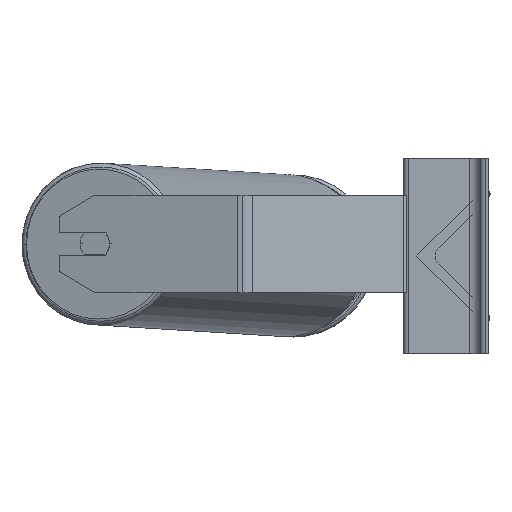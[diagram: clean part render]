
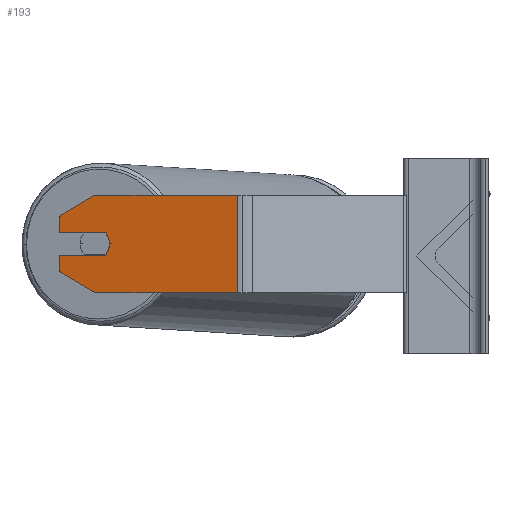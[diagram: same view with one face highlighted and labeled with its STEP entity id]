
A CAD part, left-side view. The second image highlights one B-rep face of the part: STEP entity #193.
In plain terms, the highlighted planar face has unit normal (-0.966, 0.259, 0).
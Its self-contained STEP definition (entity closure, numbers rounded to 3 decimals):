
#58 = CARTESIAN_POINT ( 'NONE',  ( -930.358, 264.049, 50. ) ) ;
#83 = LINE ( 'NONE', #3369, #679 ) ;
#188 = LINE ( 'NONE', #7205, #8017 ) ;
#193 = ADVANCED_FACE ( 'NONE', ( #6127 ), #2996, .F. ) ;
#391 = CARTESIAN_POINT ( 'NONE',  ( -930.358, 264.049, 10. ) ) ;
#547 = CARTESIAN_POINT ( 'NONE',  ( -922.594, 293.027, 32.679 ) ) ;
#572 = CARTESIAN_POINT ( 'NONE',  ( -961.736, 146.944, 50. ) ) ;
#679 = VECTOR ( 'NONE', #4225, 1000. ) ;
#812 = ORIENTED_EDGE ( 'NONE', *, *, #4919, .F. ) ;
#908 = DIRECTION ( 'NONE',  ( -0.259, -0.966, 0. ) ) ;
#960 = CARTESIAN_POINT ( 'NONE',  ( -922.594, 293.027, 19.5 ) ) ;
#961 = CARTESIAN_POINT ( 'NONE',  ( -922.594, 293.027, 19.5 ) ) ;
#1329 = EDGE_CURVE ( 'NONE', #9835, #9556, #2511, .T. ) ;
#1485 = ORIENTED_EDGE ( 'NONE', *, *, #1781, .T. ) ;
#1774 = LINE ( 'NONE', #961, #6498 ) ;
#1781 = EDGE_CURVE ( 'NONE', #7566, #8673, #1882, .T. ) ;
#1806 = EDGE_CURVE ( 'NONE', #3413, #6751, #5680, .T. ) ;
#1882 = LINE ( 'NONE', #5183, #3614 ) ;
#2017 = CARTESIAN_POINT ( 'NONE',  ( -922.594, 293.027, 50. ) ) ;
#2100 = LINE ( 'NONE', #5457, #5228 ) ;
#2122 = DIRECTION ( 'NONE',  ( 0.259, 0.966, 0. ) ) ;
#2400 = DIRECTION ( 'NONE',  ( -0.259, -0.966, 0. ) ) ;
#2511 = LINE ( 'NONE', #5694, #7049 ) ;
#2534 = CARTESIAN_POINT ( 'NONE',  ( -930.358, 264.049, 10. ) ) ;
#2631 = VERTEX_POINT ( 'NONE', #58 ) ;
#2978 = CARTESIAN_POINT ( 'NONE',  ( -932.461, 256.202, 19.5 ) ) ;
#2996 = PLANE ( 'NONE',  #9903 ) ;
#3174 = VERTEX_POINT ( 'NONE', #7718 ) ;
#3299 = VERTEX_POINT ( 'NONE', #8907 ) ;
#3369 = CARTESIAN_POINT ( 'NONE',  ( -922.594, 293.027, 0.5 ) ) ;
#3389 = EDGE_CURVE ( 'NONE', #3174, #3299, #83, .T. ) ;
#3413 = VERTEX_POINT ( 'NONE', #9988 ) ;
#3614 = VECTOR ( 'NONE', #5882, 1000. ) ;
#4004 = LINE ( 'NONE', #10521, #4944 ) ;
#4162 = DIRECTION ( 'NONE',  ( 0.259, 0.966, 0. ) ) ;
#4225 = DIRECTION ( 'NONE',  ( -0.259, -0.966, 0. ) ) ;
#4369 = ORIENTED_EDGE ( 'NONE', *, *, #1329, .T. ) ;
#4454 = CARTESIAN_POINT ( 'NONE',  ( -922.594, 293.027, -12.679 ) ) ;
#4587 = DIRECTION ( 'NONE',  ( -0.259, -0.966, 0. ) ) ;
#4686 = DIRECTION ( 'NONE',  ( 0., 0., -1. ) ) ;
#4919 = EDGE_CURVE ( 'NONE', #8252, #9556, #6460, .T. ) ;
#4944 = VECTOR ( 'NONE', #7238, 1000. ) ;
#5072 = DIRECTION ( 'NONE',  ( -0.966, 0.259, 0. ) ) ;
#5171 = CARTESIAN_POINT ( 'NONE',  ( -930.358, 264.049, -30. ) ) ;
#5183 = CARTESIAN_POINT ( 'NONE',  ( -922.594, 293.027, 50. ) ) ;
#5228 = VECTOR ( 'NONE', #4686, 1000. ) ;
#5457 = CARTESIAN_POINT ( 'NONE',  ( -922.594, 293.027, 50. ) ) ;
#5459 = DIRECTION ( 'NONE',  ( -0.966, 0.259, 0. ) ) ;
#5480 = EDGE_CURVE ( 'NONE', #2631, #7566, #10526, .T. ) ;
#5529 = DIRECTION ( 'NONE',  ( 0.966, -0.259, 0. ) ) ;
#5653 = ORIENTED_EDGE ( 'NONE', *, *, #9794, .F. ) ;
#5680 = CIRCLE ( 'NONE', #9637, 12.5 ) ;
#5694 = CARTESIAN_POINT ( 'NONE',  ( -922.594, 293.027, -30. ) ) ;
#5739 = ORIENTED_EDGE ( 'NONE', *, *, #8465, .F. ) ;
#5882 = DIRECTION ( 'NONE',  ( 0., 0., -1. ) ) ;
#5969 = AXIS2_PLACEMENT_3D ( 'NONE', #2534, #5072, #908 ) ;
#6127 = FACE_OUTER_BOUND ( 'NONE', #10236, .T. ) ;
#6233 = VECTOR ( 'NONE', #9591, 1000. ) ;
#6432 = DIRECTION ( 'NONE',  ( 0.224, 0.837, -0.5 ) ) ;
#6460 = LINE ( 'NONE', #572, #6233 ) ;
#6498 = VECTOR ( 'NONE', #4162, 1000. ) ;
#6712 = ORIENTED_EDGE ( 'NONE', *, *, #9625, .T. ) ;
#6751 = VERTEX_POINT ( 'NONE', #2978 ) ;
#7049 = VECTOR ( 'NONE', #2400, 1000. ) ;
#7205 = CARTESIAN_POINT ( 'NONE',  ( -922.594, 293.027, 50. ) ) ;
#7238 = DIRECTION ( 'NONE',  ( -0.224, -0.837, -0.5 ) ) ;
#7507 = CARTESIAN_POINT ( 'NONE',  ( -961.736, 146.944, 50. ) ) ;
#7566 = VERTEX_POINT ( 'NONE', #9087 ) ;
#7718 = CARTESIAN_POINT ( 'NONE',  ( -922.594, 293.027, 0.5 ) ) ;
#7923 = VERTEX_POINT ( 'NONE', #4454 ) ;
#8017 = VECTOR ( 'NONE', #9687, 1000. ) ;
#8034 = ORIENTED_EDGE ( 'NONE', *, *, #9750, .F. ) ;
#8133 = EDGE_CURVE ( 'NONE', #3174, #7923, #2100, .T. ) ;
#8252 = VERTEX_POINT ( 'NONE', #7507 ) ;
#8430 = CARTESIAN_POINT ( 'NONE',  ( -961.736, 146.944, -30. ) ) ;
#8465 = EDGE_CURVE ( 'NONE', #2631, #8252, #188, .T. ) ;
#8673 = VERTEX_POINT ( 'NONE', #960 ) ;
#8676 = ORIENTED_EDGE ( 'NONE', *, *, #3389, .F. ) ;
#8907 = CARTESIAN_POINT ( 'NONE',  ( -932.461, 256.202, 0.5 ) ) ;
#9071 = ORIENTED_EDGE ( 'NONE', *, *, #1806, .F. ) ;
#9087 = CARTESIAN_POINT ( 'NONE',  ( -922.594, 293.027, 32.679 ) ) ;
#9391 = ORIENTED_EDGE ( 'NONE', *, *, #8133, .T. ) ;
#9488 = ORIENTED_EDGE ( 'NONE', *, *, #5480, .T. ) ;
#9556 = VERTEX_POINT ( 'NONE', #8430 ) ;
#9591 = DIRECTION ( 'NONE',  ( 0., 0., -1. ) ) ;
#9625 = EDGE_CURVE ( 'NONE', #7923, #9835, #4004, .T. ) ;
#9637 = AXIS2_PLACEMENT_3D ( 'NONE', #391, #5459, #4587 ) ;
#9687 = DIRECTION ( 'NONE',  ( -0.259, -0.966, 0. ) ) ;
#9750 = EDGE_CURVE ( 'NONE', #6751, #8673, #1774, .T. ) ;
#9794 = EDGE_CURVE ( 'NONE', #3299, #3413, #10630, .T. ) ;
#9835 = VERTEX_POINT ( 'NONE', #5171 ) ;
#9903 = AXIS2_PLACEMENT_3D ( 'NONE', #2017, #5529, #2122 ) ;
#9988 = CARTESIAN_POINT ( 'NONE',  ( -933.593, 251.975, 10. ) ) ;
#10042 = VECTOR ( 'NONE', #6432, 1000. ) ;
#10236 = EDGE_LOOP ( 'NONE', ( #9391, #6712, #4369, #812, #5739, #9488, #1485, #8034, #9071, #5653, #8676 ) ) ;
#10521 = CARTESIAN_POINT ( 'NONE',  ( -930.358, 264.049, -30. ) ) ;
#10526 = LINE ( 'NONE', #547, #10042 ) ;
#10630 = CIRCLE ( 'NONE', #5969, 12.5 ) ;
